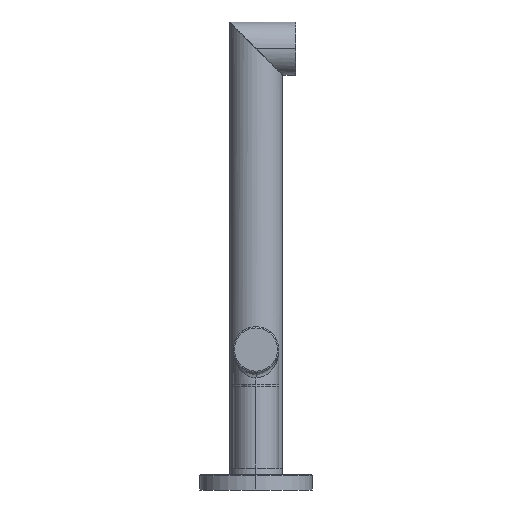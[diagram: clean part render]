
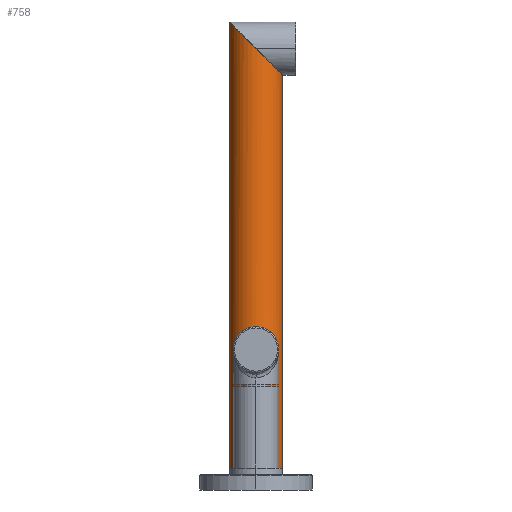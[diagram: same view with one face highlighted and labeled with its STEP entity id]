
A CAD part, left-side view. The second image highlights one B-rep face of the part: STEP entity #758.
In plain terms, the highlighted cylindrical face has radius 11.113 mm (diameter 22.225 mm), a partial arc.
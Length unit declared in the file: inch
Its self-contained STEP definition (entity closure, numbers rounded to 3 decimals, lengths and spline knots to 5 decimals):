
#248=DIRECTION('',(0.,0.,1.));
#249=VECTOR('',#248,6.5625);
#250=CARTESIAN_POINT('',(0.,-0.4375,0.));
#251=LINE('',#250,#249);
#255=CARTESIAN_POINT('',(0.,-0.4375,
6.5625));
#288=CARTESIAN_POINT('',(0.,0.4375,7.4375));
#293=CARTESIAN_POINT('',(0.,0.,0.));
#294=DIRECTION('',(0.,0.,1.));
#295=DIRECTION('',(0.,1.,0.));
#296=AXIS2_PLACEMENT_3D('',#293,#294,#295);
#301=DIRECTION('',(0.,0.,1.));
#302=VECTOR('',#301,7.4375);
#303=CARTESIAN_POINT('',(0.,0.4375,0.));
#304=LINE('',#303,#302);
#308=CARTESIAN_POINT('',(0.,0.4375,7.4375));
#309=CARTESIAN_POINT('',(-0.0119,0.4375,
7.4375));
#310=CARTESIAN_POINT('',(-0.03572,0.43653,
7.43653));
#311=CARTESIAN_POINT('',(-0.07145,0.43213,
7.43213));
#312=CARTESIAN_POINT('',(-0.10727,0.42468,
7.42468));
#313=CARTESIAN_POINT('',(-0.14312,0.41401,
7.41401));
#314=CARTESIAN_POINT('',(-0.17895,0.39987,
7.39987));
#315=CARTESIAN_POINT('',(-0.21455,0.382,
7.382));
#316=CARTESIAN_POINT('',(-0.24971,0.36006,
7.36006));
#317=CARTESIAN_POINT('',(-0.28395,0.33381,
7.33381));
#318=CARTESIAN_POINT('',(-0.3168,0.3029,
7.3029));
#319=CARTESIAN_POINT('',(-0.34746,0.26729,
7.26729));
#320=CARTESIAN_POINT('',(-0.37519,0.22686,
7.22686));
#321=CARTESIAN_POINT('',(-0.39894,0.18204,
7.18204));
#322=CARTESIAN_POINT('',(-0.41787,0.13314,
7.13314));
#323=CARTESIAN_POINT('',(-0.43101,0.08128,
7.08128));
#324=CARTESIAN_POINT('',(-0.43778,0.02726,
7.02726));
#325=CARTESIAN_POINT('',(-0.43778,-0.02727,
6.97273));
#326=CARTESIAN_POINT('',(-0.43101,-0.08129,
6.91871));
#327=CARTESIAN_POINT('',(-0.41787,-0.13315,
6.86685));
#328=CARTESIAN_POINT('',(-0.39894,-0.18204,
6.81796));
#329=CARTESIAN_POINT('',(-0.37519,-0.22686,
6.77314));
#330=CARTESIAN_POINT('',(-0.34746,-0.2673,
6.7327));
#331=CARTESIAN_POINT('',(-0.3168,-0.3029,
6.6971));
#332=CARTESIAN_POINT('',(-0.28395,-0.33381,
6.66619));
#333=CARTESIAN_POINT('',(-0.24971,-0.36007,
6.63993));
#334=CARTESIAN_POINT('',(-0.21455,-0.382,
6.618));
#335=CARTESIAN_POINT('',(-0.17894,-0.39987,
6.60013));
#336=CARTESIAN_POINT('',(-0.14311,-0.41401,
6.58599));
#337=CARTESIAN_POINT('',(-0.10727,-0.42468,
6.57532));
#338=CARTESIAN_POINT('',(-0.07145,-0.43213,
6.56787));
#339=CARTESIAN_POINT('',(-0.03571,-0.43653,
6.56347));
#340=CARTESIAN_POINT('',(-0.0119,-0.4375,
6.5625));
#341=CARTESIAN_POINT('',(0.,-0.4375,
6.5625));
#540=VERTEX_POINT('',#255);
#541=VERTEX_POINT('',#288);
#562=CARTESIAN_POINT('',(0.,-0.4375,0.));
#563=CARTESIAN_POINT('',(0.,0.4375,0.));
#564=VERTEX_POINT('',#562);
#565=VERTEX_POINT('',#563);
#746=CARTESIAN_POINT('',(0.,0.,-0.145));
#747=DIRECTION('',(0.,0.,1.));
#748=DIRECTION('',(0.,-1.,0.));
#749=AXIS2_PLACEMENT_3D('',#746,#747,#748);
#750=CYLINDRICAL_SURFACE('',#749,0.4375);
#751=ORIENTED_EDGE('',*,*,#608,.F.);
#752=ORIENTED_EDGE('',*,*,#734,.T.);
#754=ORIENTED_EDGE('',*,*,#753,.T.);
#755=ORIENTED_EDGE('',*,*,#730,.F.);
#756=EDGE_LOOP('',(#751,#752,#754,#755));
#757=FACE_OUTER_BOUND('',#756,.F.);
#297=CIRCLE('',#296,0.4375);
#342=B_SPLINE_CURVE_WITH_KNOTS('',3,(#308,#309,#310,#311,#312,#313,#314,#315,
#316,#317,#318,#319,#320,#321,#322,#323,#324,#325,#326,#327,#328,#329,#330,#331,
#332,#333,#334,#335,#336,#337,#338,#339,#340,#341),.UNSPECIFIED.,.F.,.F.,(4,1,1,
1,1,1,1,1,1,1,1,1,1,1,1,1,1,1,1,1,1,1,1,1,1,1,1,1,1,1,1,4),(0.,
0.03226,0.06452,0.09677,0.12903,
0.16129,0.19355,0.22581,0.25806,
0.29032,0.32258,0.35484,0.3871,
0.41935,0.45161,0.48387,0.51613,
0.54839,0.58065,0.6129,0.64516,
0.67742,0.70968,0.74194,0.77419,
0.80645,0.83871,0.87097,0.90323,
0.93548,0.96774,1.),.UNSPECIFIED.);
#608=EDGE_CURVE('',#565,#564,#297,.T.);
#730=EDGE_CURVE('',#564,#540,#251,.T.);
#734=EDGE_CURVE('',#565,#541,#304,.T.);
#753=EDGE_CURVE('',#541,#540,#342,.T.);
#758=ADVANCED_FACE('',(#757),#750,.T.);
